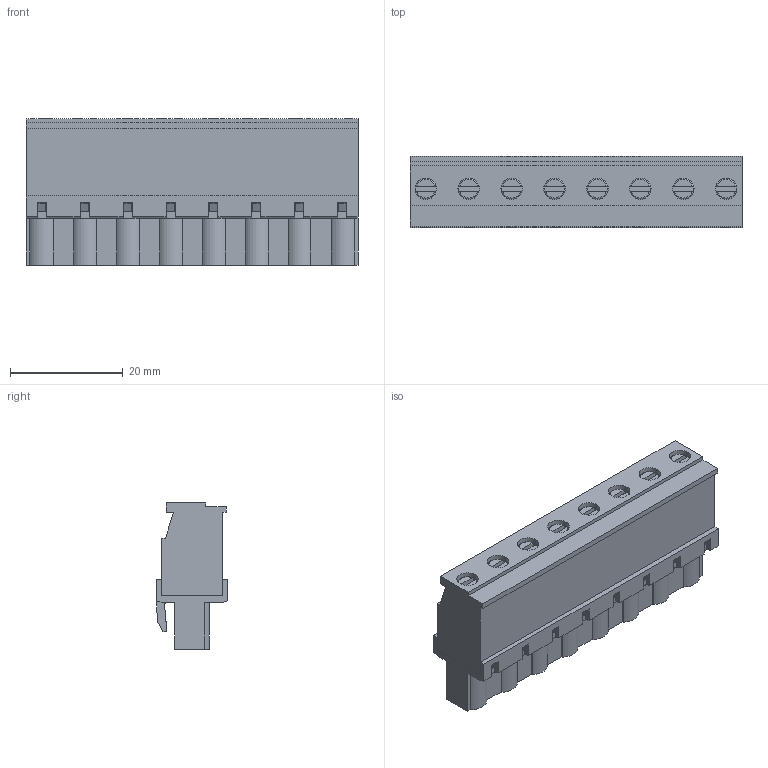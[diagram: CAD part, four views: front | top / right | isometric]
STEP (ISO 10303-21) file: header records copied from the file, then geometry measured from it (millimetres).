
FILE_DESCRIPTION( ( 'Unknown' ), '1' );
FILE_NAME( '691352410008.stp', 'Unknown', ( 'Quentin LAIDEBEUR' ), ( 'WE' ), 'PSStep 15.0.49', 'Sample-box', ' ' );
FILE_SCHEMA( ( 'AUTOMOTIVE_DESIGN { 1 0 10303 214 1 1 1 1 }' ) );
Length unit declared in the file: millimetre
Products named in the file (6): Assem1; 691344410008_plastic top; vis cage; Spring; cage; 691352410008_plastic bottom
Assembly tree (26 placements, depth 2):
  Assem1
    691344410008_plastic top
    vis cage  x8
    Spring  x8
    cage  x8
    691352410008_plastic bottom
Bounding box: 58.94 x 12.6 x 26 mm (x, y, z)
Volume: 8830.4 mm3; surface area: 18091 mm2
Topology: 26 solids, 26 shells, 1431 faces, 3878 edges, 2526 vertices
Faces by surface type: plane 1169, cylinder 222, torus 24, cone 16
Full cylindrical faces by diameter (mm): 1.5 x8, 2.459 x8, 2.6 x8, 3 x16, 3.7 x8, 3.8 x8
Entity records: 35332 total; most frequent: CARTESIAN_POINT 4989, ORIENTED_EDGE 4860, DIRECTION 4456, EDGE_CURVE 2430, LINE 2234, VECTOR 2234, VERTEX_POINT 1620, AXIS2_PLACEMENT_3D 1111
